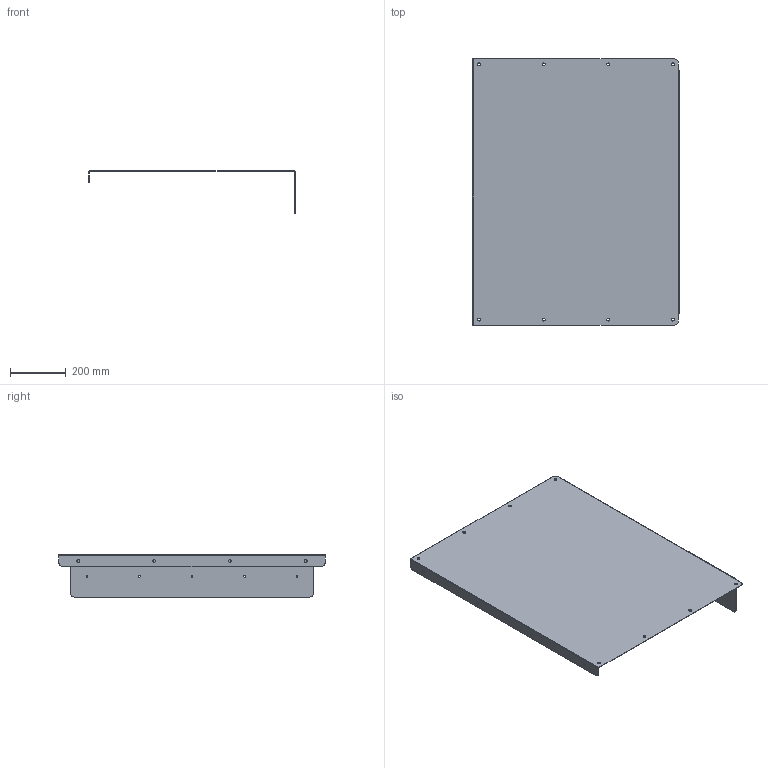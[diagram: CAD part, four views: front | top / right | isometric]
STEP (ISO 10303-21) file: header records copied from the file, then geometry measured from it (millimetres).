
FILE_DESCRIPTION (( 'STEP AP214' ), '1' );
FILE_NAME ('SkirtLaser.STEP', '2024-10-09T10:46:01', ( '' ), ( '' ), 'SwSTEP 2.0', 'SolidWorks 2024', '' );
FILE_SCHEMA (( 'AUTOMOTIVE_DESIGN' ));
Length unit declared in the file: millimetre
Products named in the file (1): SkirtLaser
Bounding box: 744 x 960 x 151.5 mm (x, y, z)
Volume: 1321078.7 mm3; surface area: 1767900 mm2
Topology: 1 solids, 1 shells, 68 faces, 186 edges, 120 vertices
Faces by surface type: cylinder 50, plane 18
Entity records: 2297 total; most frequent: DIRECTION 424, CARTESIAN_POINT 375, ORIENTED_EDGE 372, EDGE_CURVE 186, AXIS2_PLACEMENT_3D 169, VERTEX_POINT 120, EDGE_LOOP 108, CIRCLE 100
